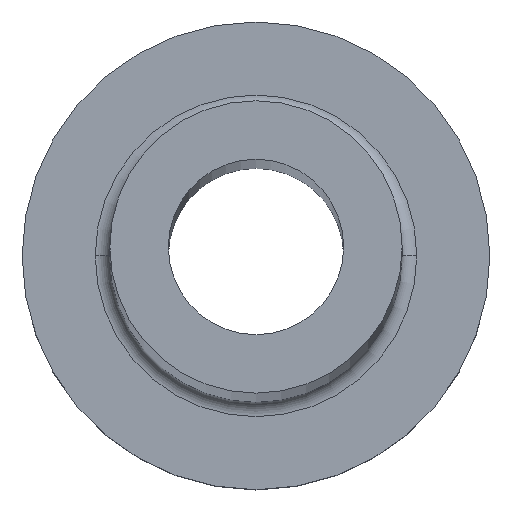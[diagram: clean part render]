
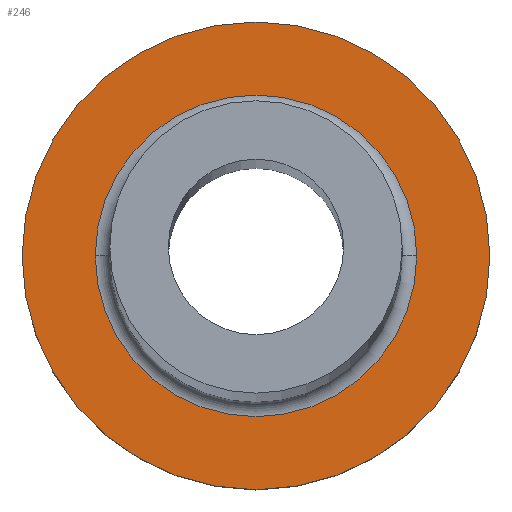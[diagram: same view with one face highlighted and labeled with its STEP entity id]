
A CAD part, top view. The second image highlights one B-rep face of the part: STEP entity #246.
In plain terms, the highlighted planar face has unit normal (0, 0, 1).
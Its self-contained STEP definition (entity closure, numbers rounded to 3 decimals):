
#2 = AXIS2_PLACEMENT_3D ( 'NONE', #266, #41, #9 ) ;
#3 = PLANE ( 'NONE',  #55 ) ;
#7 = DIRECTION ( 'NONE',  ( 0., 0., 1. ) ) ;
#9 = DIRECTION ( 'NONE',  ( 1., 0., 0. ) ) ;
#16 = CIRCLE ( 'NONE', #93, 5.5 ) ;
#29 = CIRCLE ( 'NONE', #264, 5.5 ) ;
#31 = FACE_BOUND ( 'NONE', #373, .T. ) ;
#41 = DIRECTION ( 'NONE',  ( 0., 0., 1. ) ) ;
#52 = VERTEX_POINT ( 'NONE', #324 ) ;
#55 = AXIS2_PLACEMENT_3D ( 'NONE', #294, #7, #253 ) ;
#66 = DIRECTION ( 'NONE',  ( 1., 0., 0. ) ) ;
#77 = ORIENTED_EDGE ( 'NONE', *, *, #267, .T. ) ;
#78 = ORIENTED_EDGE ( 'NONE', *, *, #310, .T. ) ;
#91 = ORIENTED_EDGE ( 'NONE', *, *, #337, .T. ) ;
#93 = AXIS2_PLACEMENT_3D ( 'NONE', #229, #165, #288 ) ;
#118 = VERTEX_POINT ( 'NONE', #190 ) ;
#124 = AXIS2_PLACEMENT_3D ( 'NONE', #262, #204, #169 ) ;
#156 = ORIENTED_EDGE ( 'NONE', *, *, #235, .T. ) ;
#165 = DIRECTION ( 'NONE',  ( 0., 0., -1. ) ) ;
#169 = DIRECTION ( 'NONE',  ( 1., 0., 0. ) ) ;
#178 = DIRECTION ( 'NONE',  ( 0., 0., -1. ) ) ;
#190 = CARTESIAN_POINT ( 'NONE',  ( 8., 0., 5. ) ) ;
#204 = DIRECTION ( 'NONE',  ( 0., 0., 1. ) ) ;
#229 = CARTESIAN_POINT ( 'NONE',  ( 0., 0., 5. ) ) ;
#234 = CARTESIAN_POINT ( 'NONE',  ( 5.5, 0., 5. ) ) ;
#235 = EDGE_CURVE ( 'NONE', #364, #52, #16, .T. ) ;
#246 = ADVANCED_FACE ( 'NONE', ( #31, #260 ), #3, .T. ) ;
#253 = DIRECTION ( 'NONE',  ( 1., 0., 0. ) ) ;
#260 = FACE_OUTER_BOUND ( 'NONE', #343, .T. ) ;
#262 = CARTESIAN_POINT ( 'NONE',  ( 0., 0., 5. ) ) ;
#264 = AXIS2_PLACEMENT_3D ( 'NONE', #305, #178, #66 ) ;
#266 = CARTESIAN_POINT ( 'NONE',  ( 0., 0., 5. ) ) ;
#267 = EDGE_CURVE ( 'NONE', #52, #364, #29, .T. ) ;
#272 = CIRCLE ( 'NONE', #124, 8. ) ;
#288 = DIRECTION ( 'NONE',  ( 1., 0., 0. ) ) ;
#294 = CARTESIAN_POINT ( 'NONE',  ( 0., 0., 5. ) ) ;
#305 = CARTESIAN_POINT ( 'NONE',  ( 0., 0., 5. ) ) ;
#310 = EDGE_CURVE ( 'NONE', #315, #118, #272, .T. ) ;
#315 = VERTEX_POINT ( 'NONE', #357 ) ;
#324 = CARTESIAN_POINT ( 'NONE',  ( -5.5, 0., 5. ) ) ;
#337 = EDGE_CURVE ( 'NONE', #118, #315, #358, .T. ) ;
#343 = EDGE_LOOP ( 'NONE', ( #78, #91 ) ) ;
#357 = CARTESIAN_POINT ( 'NONE',  ( -8., 0., 5. ) ) ;
#358 = CIRCLE ( 'NONE', #2, 8. ) ;
#364 = VERTEX_POINT ( 'NONE', #234 ) ;
#373 = EDGE_LOOP ( 'NONE', ( #156, #77 ) ) ;
